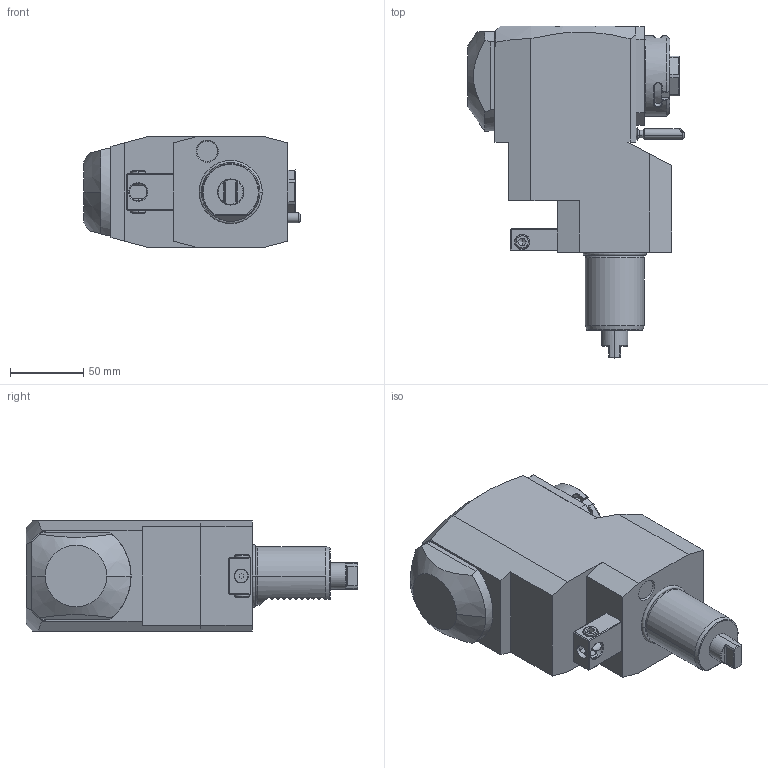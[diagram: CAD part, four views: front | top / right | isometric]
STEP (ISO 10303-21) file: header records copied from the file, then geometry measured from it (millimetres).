
FILE_DESCRIPTION((''),'2;1');
FILE_NAME('NGT1_40_425_25_1_1_120T','2024-10-29T',('vali'),('NOVA GRUP'),'PRO/ENGINEER BY PARAMETRIC TECHNOLOGY CORPORATION, 2010280','PRO/ENGINEER BY PARAMETRIC TECHNOLOGY CORPORATION, 2010280','');
FILE_SCHEMA(('CONFIG_CONTROL_DESIGN'));
Length unit declared in the file: millimetre
Products named in the file (1): NGT1_40_425_25_1_1_120T
Bounding box: 147.33 x 226 x 75 mm (x, y, z)
Volume: 1259567.8 mm3; surface area: 87849 mm2
Topology: 1 solids, 1 shells, 327 faces, 874 edges, 561 vertices
Faces by surface type: plane 189, cylinder 70, cone 57, bspline 6, torus 3, sphere 2
Entity records: 13008 total; most frequent: CARTESIAN_POINT 5133, ORIENTED_EDGE 1740, DIRECTION 1464, EDGE_CURVE 870, VERTEX_POINT 561, VECTOR 488, LINE 488, AXIS2_PLACEMENT_3D 488
